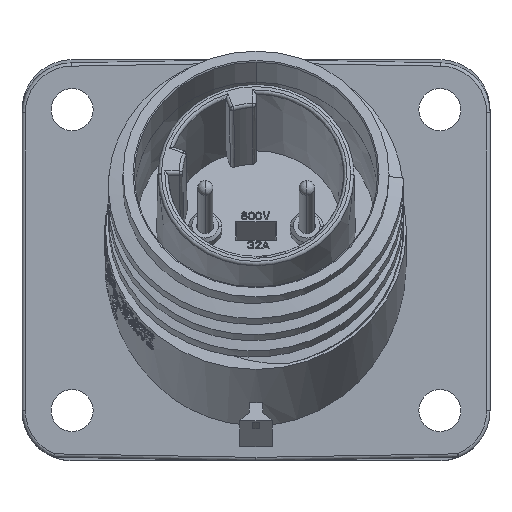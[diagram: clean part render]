
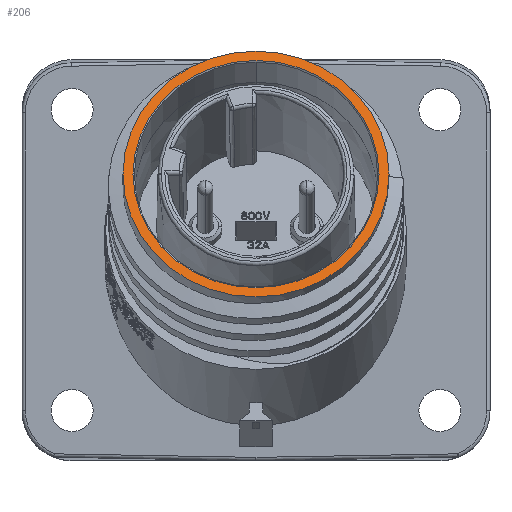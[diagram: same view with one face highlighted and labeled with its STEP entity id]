
A CAD part, top view. The second image highlights one B-rep face of the part: STEP entity #206.
In plain terms, the highlighted planar face has unit normal (0, 0.383, 0.924).
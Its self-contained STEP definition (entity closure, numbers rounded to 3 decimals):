
#206=ADVANCED_FACE('',(#3660,#3661),#3662,.T.);
#3660=FACE_OUTER_BOUND('',#12878,.T.);
#3661=FACE_BOUND('',#12879,.T.);
#3662=PLANE('',#12880);
#12878=EDGE_LOOP('',(#22364,#22365));
#12879=EDGE_LOOP('',(#22366,#22367,#22368,#22369));
#12880=AXIS2_PLACEMENT_3D('',#22370,#22371,#22372);
#22364=ORIENTED_EDGE('',*,*,#48813,.T.);
#22365=ORIENTED_EDGE('',*,*,#48816,.T.);
#22366=ORIENTED_EDGE('',*,*,#46520,.T.);
#22367=ORIENTED_EDGE('',*,*,#48817,.T.);
#22368=ORIENTED_EDGE('',*,*,#48818,.T.);
#22369=ORIENTED_EDGE('',*,*,#46525,.T.);
#22370=CARTESIAN_POINT('',(0.0,43.036,19.401));
#22371=DIRECTION('',(0.0,0.383,0.924));
#22372=DIRECTION('',(1.0,-0.0,0.0));
#46520=EDGE_CURVE('',#55553,#55550,#55554,.T.);
#46525=EDGE_CURVE('',#55559,#55553,#55562,.T.);
#48813=EDGE_CURVE('',#60004,#60005,#60006,.T.);
#48816=EDGE_CURVE('',#60005,#60004,#60009,.T.);
#48817=EDGE_CURVE('',#55550,#60010,#60011,.T.);
#48818=EDGE_CURVE('',#60010,#55559,#60012,.T.);
#55550=VERTEX_POINT('',#70747);
#55553=VERTEX_POINT('',#70751);
#55554=CIRCLE('',#70752,18.4);
#55559=VERTEX_POINT('',#70758);
#55562=CIRCLE('',#70762,18.4);
#60004=VERTEX_POINT('',#80670);
#60005=VERTEX_POINT('',#80671);
#60006=CIRCLE('',#80672,19.9);
#60009=CIRCLE('',#80677,19.9);
#60010=VERTEX_POINT('',#80678);
#60011=CIRCLE('',#80679,18.4);
#60012=CIRCLE('',#80680,18.4);
#70747=CARTESIAN_POINT('',(-18.4,12.82,31.918));
#70751=CARTESIAN_POINT('',(0.,-4.179,38.959));
#70752=AXIS2_PLACEMENT_3D('',#99513,#99514,#99515);
#70758=CARTESIAN_POINT('',(18.4,12.82,31.918));
#70762=AXIS2_PLACEMENT_3D('',#99524,#99525,#99526);
#80670=CARTESIAN_POINT('',(19.9,12.82,31.918));
#80671=CARTESIAN_POINT('',(-19.9,12.82,31.918));
#80672=AXIS2_PLACEMENT_3D('',#101857,#101858,#101859);
#80677=AXIS2_PLACEMENT_3D('',#101862,#101863,#101864);
#80678=CARTESIAN_POINT('',(0.,29.819,24.876));
#80679=AXIS2_PLACEMENT_3D('',#101865,#101866,#101867);
#80680=AXIS2_PLACEMENT_3D('',#101868,#101869,#101870);
#99513=CARTESIAN_POINT('',(0.,12.82,31.918));
#99514=DIRECTION('',(0.0,-0.383,-0.924));
#99515=DIRECTION('',(0.0,-0.924,0.383));
#99524=CARTESIAN_POINT('',(0.,12.82,31.918));
#99525=DIRECTION('',(0.0,-0.383,-0.924));
#99526=DIRECTION('',(0.0,0.924,-0.383));
#101857=CARTESIAN_POINT('',(0.0,12.82,31.918));
#101858=DIRECTION('',(-0.0,0.383,0.924));
#101859=DIRECTION('',(1.0,0.0,0.0));
#101862=CARTESIAN_POINT('',(0.0,12.82,31.918));
#101863=DIRECTION('',(0.0,0.383,0.924));
#101864=DIRECTION('',(-1.0,0.0,0.0));
#101865=CARTESIAN_POINT('',(0.,12.82,31.918));
#101866=DIRECTION('',(0.0,-0.383,-0.924));
#101867=DIRECTION('',(0.0,-0.924,0.383));
#101868=CARTESIAN_POINT('',(0.,12.82,31.918));
#101869=DIRECTION('',(0.0,-0.383,-0.924));
#101870=DIRECTION('',(0.0,0.924,-0.383));
